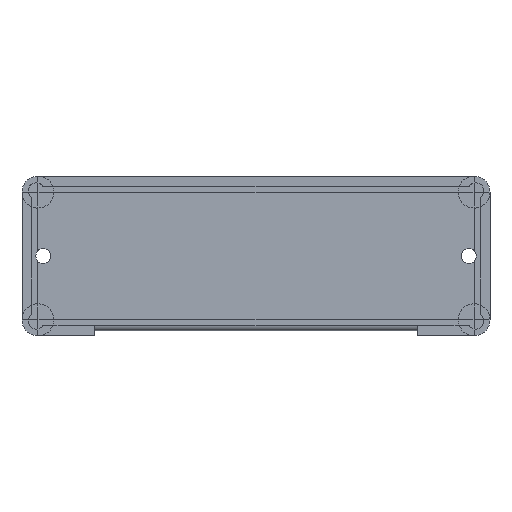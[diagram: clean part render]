
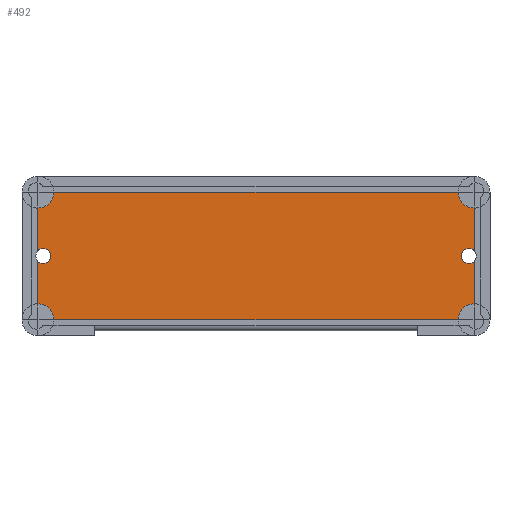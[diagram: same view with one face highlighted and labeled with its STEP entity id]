
A CAD part, top view. The second image highlights one B-rep face of the part: STEP entity #492.
In plain terms, the highlighted planar face has unit normal (0, 0, 1).
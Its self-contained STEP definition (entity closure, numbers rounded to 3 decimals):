
#143 = VERTEX_POINT('',#144);
#144 = CARTESIAN_POINT('',(-38.,-12.,5.7));
#153 = EDGE_CURVE('',#154,#143,#156,.T.);
#154 = VERTEX_POINT('',#155);
#155 = CARTESIAN_POINT('',(38.,-12.,5.7));
#156 = LINE('',#157,#158);
#157 = CARTESIAN_POINT('',(-18.963,-12.,5.7));
#158 = VECTOR('',#159,1.);
#159 = DIRECTION('',(-1.,0.,0.));
#492 = ADVANCED_FACE('',(#493),#597,.F.);
#493 = FACE_BOUND('',#494,.F.);
#494 = EDGE_LOOP('',(#495,#504,#512,#521,#530,#538,#547,#555,#564,#572,
    #581,#589,#596));
#495 = ORIENTED_EDGE('',*,*,#496,.F.);
#496 = EDGE_CURVE('',#497,#143,#499,.T.);
#497 = VERTEX_POINT('',#498);
#498 = CARTESIAN_POINT('',(-41.,-9.,5.7));
#499 = CIRCLE('',#500,3.);
#500 = AXIS2_PLACEMENT_3D('',#501,#502,#503);
#501 = CARTESIAN_POINT('',(-41.,-12.,5.7));
#502 = DIRECTION('',(0.,0.,-1.));
#503 = DIRECTION('',(1.,0.,0.));
#504 = ORIENTED_EDGE('',*,*,#505,.F.);
#505 = EDGE_CURVE('',#506,#497,#508,.T.);
#506 = VERTEX_POINT('',#507);
#507 = CARTESIAN_POINT('',(-41.,-0.98,5.7));
#508 = LINE('',#509,#510);
#509 = CARTESIAN_POINT('',(-41.,-4.5,5.7));
#510 = VECTOR('',#511,1.);
#511 = DIRECTION('',(0.,-1.,0.));
#512 = ORIENTED_EDGE('',*,*,#513,.F.);
#513 = EDGE_CURVE('',#514,#506,#516,.T.);
#514 = VERTEX_POINT('',#515);
#515 = CARTESIAN_POINT('',(-38.6,0.,5.7));
#516 = CIRCLE('',#517,1.4);
#517 = AXIS2_PLACEMENT_3D('',#518,#519,#520);
#518 = CARTESIAN_POINT('',(-40.,0.,5.7));
#519 = DIRECTION('',(0.,0.,-1.));
#520 = DIRECTION('',(1.,0.,0.));
#521 = ORIENTED_EDGE('',*,*,#522,.F.);
#522 = EDGE_CURVE('',#523,#514,#525,.T.);
#523 = VERTEX_POINT('',#524);
#524 = CARTESIAN_POINT('',(-41.,0.98,5.7));
#525 = CIRCLE('',#526,1.4);
#526 = AXIS2_PLACEMENT_3D('',#527,#528,#529);
#527 = CARTESIAN_POINT('',(-40.,0.,5.7));
#528 = DIRECTION('',(0.,0.,-1.));
#529 = DIRECTION('',(1.,0.,0.));
#530 = ORIENTED_EDGE('',*,*,#531,.F.);
#531 = EDGE_CURVE('',#532,#523,#534,.T.);
#532 = VERTEX_POINT('',#533);
#533 = CARTESIAN_POINT('',(-41.,9.,5.7));
#534 = LINE('',#535,#536);
#535 = CARTESIAN_POINT('',(-41.,-4.5,5.7));
#536 = VECTOR('',#537,1.);
#537 = DIRECTION('',(0.,-1.,0.));
#538 = ORIENTED_EDGE('',*,*,#539,.F.);
#539 = EDGE_CURVE('',#540,#532,#542,.T.);
#540 = VERTEX_POINT('',#541);
#541 = CARTESIAN_POINT('',(-38.,12.,5.7));
#542 = CIRCLE('',#543,3.);
#543 = AXIS2_PLACEMENT_3D('',#544,#545,#546);
#544 = CARTESIAN_POINT('',(-41.,12.,5.7));
#545 = DIRECTION('',(0.,0.,-1.));
#546 = DIRECTION('',(1.,0.,0.));
#547 = ORIENTED_EDGE('',*,*,#548,.F.);
#548 = EDGE_CURVE('',#549,#540,#551,.T.);
#549 = VERTEX_POINT('',#550);
#550 = CARTESIAN_POINT('',(38.,12.,5.7));
#551 = LINE('',#552,#553);
#552 = CARTESIAN_POINT('',(-18.963,12.,5.7));
#553 = VECTOR('',#554,1.);
#554 = DIRECTION('',(-1.,0.,0.));
#555 = ORIENTED_EDGE('',*,*,#556,.F.);
#556 = EDGE_CURVE('',#557,#549,#559,.T.);
#557 = VERTEX_POINT('',#558);
#558 = CARTESIAN_POINT('',(41.,9.,5.7));
#559 = CIRCLE('',#560,3.);
#560 = AXIS2_PLACEMENT_3D('',#561,#562,#563);
#561 = CARTESIAN_POINT('',(41.,12.,5.7));
#562 = DIRECTION('',(0.,0.,-1.));
#563 = DIRECTION('',(1.,0.,0.));
#564 = ORIENTED_EDGE('',*,*,#565,.T.);
#565 = EDGE_CURVE('',#557,#566,#568,.T.);
#566 = VERTEX_POINT('',#567);
#567 = CARTESIAN_POINT('',(41.,0.98,5.7));
#568 = LINE('',#569,#570);
#569 = CARTESIAN_POINT('',(41.,-4.5,5.7));
#570 = VECTOR('',#571,1.);
#571 = DIRECTION('',(0.,-1.,0.));
#572 = ORIENTED_EDGE('',*,*,#573,.F.);
#573 = EDGE_CURVE('',#574,#566,#576,.T.);
#574 = VERTEX_POINT('',#575);
#575 = CARTESIAN_POINT('',(41.,-0.98,5.7));
#576 = CIRCLE('',#577,1.4);
#577 = AXIS2_PLACEMENT_3D('',#578,#579,#580);
#578 = CARTESIAN_POINT('',(40.,0.,5.7));
#579 = DIRECTION('',(0.,0.,-1.));
#580 = DIRECTION('',(1.,0.,0.));
#581 = ORIENTED_EDGE('',*,*,#582,.T.);
#582 = EDGE_CURVE('',#574,#583,#585,.T.);
#583 = VERTEX_POINT('',#584);
#584 = CARTESIAN_POINT('',(41.,-9.,5.7));
#585 = LINE('',#586,#587);
#586 = CARTESIAN_POINT('',(41.,-4.5,5.7));
#587 = VECTOR('',#588,1.);
#588 = DIRECTION('',(0.,-1.,0.));
#589 = ORIENTED_EDGE('',*,*,#590,.F.);
#590 = EDGE_CURVE('',#154,#583,#591,.T.);
#591 = CIRCLE('',#592,3.);
#592 = AXIS2_PLACEMENT_3D('',#593,#594,#595);
#593 = CARTESIAN_POINT('',(41.,-12.,5.7));
#594 = DIRECTION('',(0.,0.,-1.));
#595 = DIRECTION('',(1.,0.,0.));
#596 = ORIENTED_EDGE('',*,*,#153,.T.);
#597 = PLANE('',#598);
#598 = AXIS2_PLACEMENT_3D('',#599,#600,#601);
#599 = CARTESIAN_POINT('',(0.073,0.,5.7));
#600 = DIRECTION('',(-0.,-0.,-1.));
#601 = DIRECTION('',(-1.,0.,0.));
